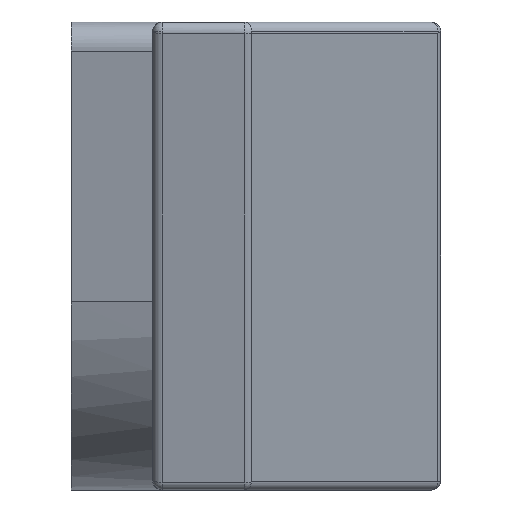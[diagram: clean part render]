
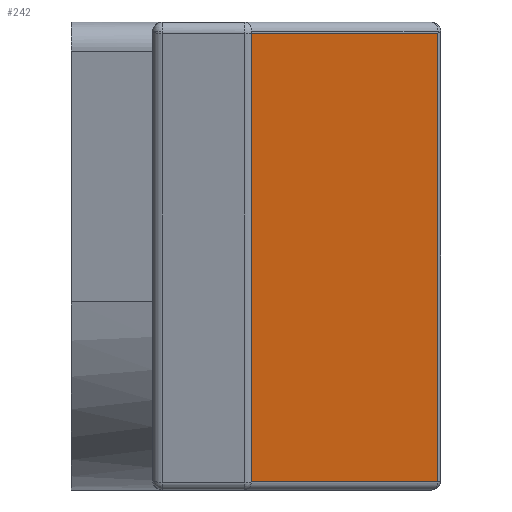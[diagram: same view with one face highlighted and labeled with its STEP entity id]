
A CAD part, left-side view. The second image highlights one B-rep face of the part: STEP entity #242.
In plain terms, the highlighted planar face has unit normal (-0.69, -0.707, -0.153).
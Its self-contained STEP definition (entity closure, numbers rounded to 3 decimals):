
#33 = VERTEX_POINT ( 'NONE', #1080 ) ;
#40 = VECTOR ( 'NONE', #1291, 1000. ) ;
#47 = DIRECTION ( 'NONE',  ( -0.69, -0.707, -0.153 ) ) ;
#53 = CARTESIAN_POINT ( 'NONE',  ( -7.362, 3.941, -4.862 ) ) ;
#130 = CARTESIAN_POINT ( 'NONE',  ( -5.493, 0.059, 4.644 ) ) ;
#198 = FACE_OUTER_BOUND ( 'NONE', #1113, .T. ) ;
#216 = VECTOR ( 'NONE', #720, 1000. ) ;
#242 = ADVANCED_FACE ( 'NONE', ( #198 ), #445, .T. ) ;
#256 = CARTESIAN_POINT ( 'NONE',  ( -9.47, 3.941, 4.644 ) ) ;
#314 = AXIS2_PLACEMENT_3D ( 'NONE', #557, #47, #1290 ) ;
#315 = VECTOR ( 'NONE', #599, 1000. ) ;
#316 = EDGE_CURVE ( 'NONE', #1375, #33, #1142, .T. ) ;
#385 = ORIENTED_EDGE ( 'NONE', *, *, #1379, .T. ) ;
#434 = EDGE_CURVE ( 'NONE', #636, #1375, #1066, .T. ) ;
#445 = PLANE ( 'NONE',  #314 ) ;
#469 = CARTESIAN_POINT ( 'NONE',  ( -3.34, -0.019, -4.706 ) ) ;
#519 = ORIENTED_EDGE ( 'NONE', *, *, #316, .T. ) ;
#544 = DIRECTION ( 'NONE',  ( 0.216, 0., -0.976 ) ) ;
#557 = CARTESIAN_POINT ( 'NONE',  ( -9.581, 4., 4.875 ) ) ;
#599 = DIRECTION ( 'NONE',  ( 0.716, -0.699, 0. ) ) ;
#636 = VERTEX_POINT ( 'NONE', #130 ) ;
#701 = ORIENTED_EDGE ( 'NONE', *, *, #817, .T. ) ;
#706 = LINE ( 'NONE', #822, #40 ) ;
#720 = DIRECTION ( 'NONE',  ( -0.716, 0.699, 0. ) ) ;
#724 = VECTOR ( 'NONE', #544, 1000. ) ;
#817 = EDGE_CURVE ( 'NONE', #1466, #636, #706, .T. ) ;
#822 = CARTESIAN_POINT ( 'NONE',  ( -5.733, 0.059, 5.728 ) ) ;
#823 = ORIENTED_EDGE ( 'NONE', *, *, #434, .T. ) ;
#1066 = LINE ( 'NONE', #1561, #216 ) ;
#1080 = CARTESIAN_POINT ( 'NONE',  ( -7.396, 3.941, -4.706 ) ) ;
#1113 = EDGE_LOOP ( 'NONE', ( #823, #519, #385, #701 ) ) ;
#1142 = LINE ( 'NONE', #53, #724 ) ;
#1189 = LINE ( 'NONE', #469, #315 ) ;
#1290 = DIRECTION ( 'NONE',  ( 0.216, 0., -0.976 ) ) ;
#1291 = DIRECTION ( 'NONE',  ( -0.216, 0., 0.976 ) ) ;
#1375 = VERTEX_POINT ( 'NONE', #256 ) ;
#1379 = EDGE_CURVE ( 'NONE', #33, #1466, #1189, .T. ) ;
#1466 = VERTEX_POINT ( 'NONE', #1497 ) ;
#1497 = CARTESIAN_POINT ( 'NONE',  ( -3.419, 0.059, -4.706 ) ) ;
#1561 = CARTESIAN_POINT ( 'NONE',  ( -9.556, 4.026, 4.644 ) ) ;
